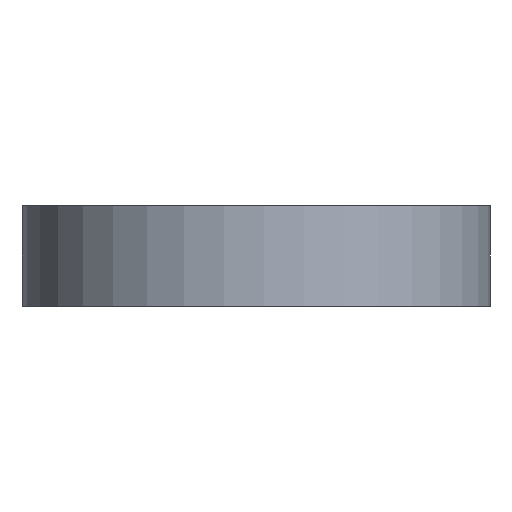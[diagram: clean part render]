
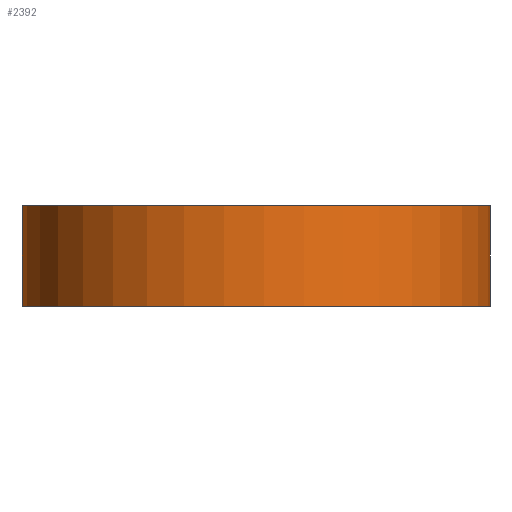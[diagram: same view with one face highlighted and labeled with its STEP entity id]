
A CAD part, left-side view. The second image highlights one B-rep face of the part: STEP entity #2392.
In plain terms, the highlighted cylindrical face has radius 7 mm (diameter 14 mm), a partial arc.
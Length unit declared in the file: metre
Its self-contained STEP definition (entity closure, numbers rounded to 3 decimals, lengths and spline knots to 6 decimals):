
#190=LINE('',#3824,#426);
#191=LINE('',#3830,#427);
#426=VECTOR('',#3083,1.);
#427=VECTOR('',#3090,1.);
#784=ORIENTED_EDGE('',*,*,#1453,.T.);
#785=ORIENTED_EDGE('',*,*,#1454,.F.);
#786=ORIENTED_EDGE('',*,*,#1455,.F.);
#787=ORIENTED_EDGE('',*,*,#1451,.T.);
#1451=EDGE_CURVE('',#1757,#1756,#190,.T.);
#1453=EDGE_CURVE('',#1756,#1758,#1942,.T.);
#1454=EDGE_CURVE('',#1759,#1758,#191,.T.);
#1455=EDGE_CURVE('',#1757,#1759,#1943,.T.);
#1756=VERTEX_POINT('',#3823);
#1757=VERTEX_POINT('',#3825);
#1758=VERTEX_POINT('',#3829);
#1759=VERTEX_POINT('',#3831);
#1942=CIRCLE('',#2592,0.007);
#1943=CIRCLE('',#2593,0.007);
#2068=EDGE_LOOP('',(#784,#785,#786,#787));
#2198=FACE_BOUND('',#2068,.T.);
#2299=CYLINDRICAL_SURFACE('',#2591,0.007);
#2392=ADVANCED_FACE('',(#2198),#2299,.T.);
#2591=AXIS2_PLACEMENT_3D('',#3827,#3086,#3087);
#2592=AXIS2_PLACEMENT_3D('',#3828,#3088,#3089);
#2593=AXIS2_PLACEMENT_3D('',#3832,#3091,#3092);
#3083=DIRECTION('',(0.,0.,-1.));
#3086=DIRECTION('',(0.,0.,-1.));
#3087=DIRECTION('',(-1.,0.,0.));
#3088=DIRECTION('',(0.,0.,1.));
#3089=DIRECTION('',(1.,0.,0.));
#3090=DIRECTION('',(0.,0.,-1.));
#3091=DIRECTION('',(0.,0.,1.));
#3092=DIRECTION('',(1.,0.,0.));
#3823=CARTESIAN_POINT('',(0.005884,0.003791,0.));
#3824=CARTESIAN_POINT('',(0.005884,0.003791,0.003));
#3825=CARTESIAN_POINT('',(0.005884,0.003791,0.003));
#3827=CARTESIAN_POINT('',(0.,0.,0.003));
#3828=CARTESIAN_POINT('',(0.,0.,0.));
#3829=CARTESIAN_POINT('',(0.006538,0.0025,0.));
#3830=CARTESIAN_POINT('',(0.006538,0.0025,0.003));
#3831=CARTESIAN_POINT('',(0.006538,0.0025,0.003));
#3832=CARTESIAN_POINT('',(0.,0.,0.003));
